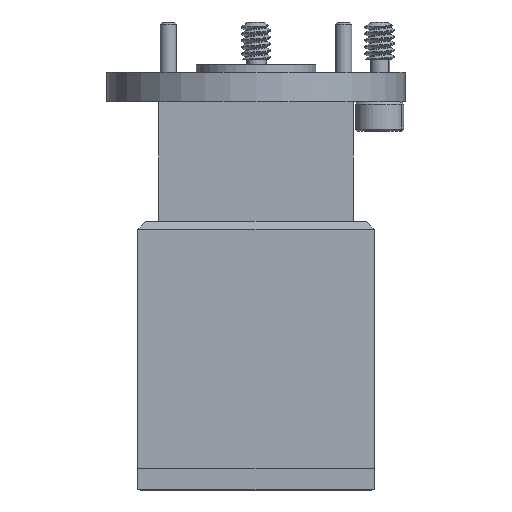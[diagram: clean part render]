
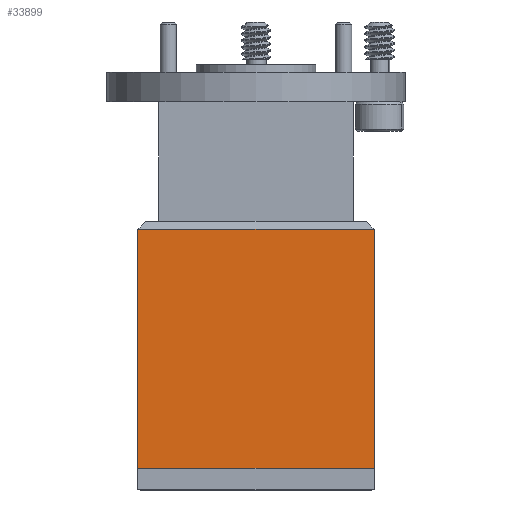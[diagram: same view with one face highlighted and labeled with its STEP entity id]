
A CAD part, front view. The second image highlights one B-rep face of the part: STEP entity #33899.
In plain terms, the highlighted planar face has unit normal (0, -1, 0).
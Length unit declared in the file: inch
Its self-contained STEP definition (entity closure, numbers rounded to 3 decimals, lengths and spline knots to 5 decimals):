
#799 = VECTOR ( 'NONE', #3409, 39.37008 ) ;
#2507 = DIRECTION ( 'NONE',  ( -1., 0., 0. ) ) ;
#3409 = DIRECTION ( 'NONE',  ( -1., 0., 0. ) ) ;
#3460 = CARTESIAN_POINT ( 'NONE',  ( -0.445, -0.375, 0.08 ) ) ;
#3847 = EDGE_CURVE ( 'NONE', #19258, #6443, #25511, .T. ) ;
#3968 = EDGE_CURVE ( 'NONE', #34556, #6443, #29211, .T. ) ;
#4307 = FACE_OUTER_BOUND ( 'NONE', #17758, .T. ) ;
#4361 = LINE ( 'NONE', #13481, #13474 ) ;
#5024 = CARTESIAN_POINT ( 'NONE',  ( -0.445, -0.375, 1.6 ) ) ;
#6443 = VERTEX_POINT ( 'NONE', #3460 ) ;
#9431 = ORIENTED_EDGE ( 'NONE', *, *, #14602, .T. ) ;
#9819 = CARTESIAN_POINT ( 'NONE',  ( 0.445, -0.375, 1.6 ) ) ;
#10367 = DIRECTION ( 'NONE',  ( 0., 0., -1. ) ) ;
#13303 = CARTESIAN_POINT ( 'NONE',  ( -0.445, -0.375, 0.98 ) ) ;
#13474 = VECTOR ( 'NONE', #2507, 39.37008 ) ;
#13481 = CARTESIAN_POINT ( 'NONE',  ( -0.445, -0.375, 0.98 ) ) ;
#14003 = CARTESIAN_POINT ( 'NONE',  ( -0.445, -0.375, 0.08 ) ) ;
#14602 = EDGE_CURVE ( 'NONE', #32405, #34556, #4361, .T. ) ;
#14833 = ORIENTED_EDGE ( 'NONE', *, *, #21544, .F. ) ;
#15109 = LINE ( 'NONE', #9819, #29538 ) ;
#17758 = EDGE_LOOP ( 'NONE', ( #32210, #14833, #9431, #35471 ) ) ;
#18185 = CARTESIAN_POINT ( 'NONE',  ( -0.445, -0.375, 1.6 ) ) ;
#19258 = VERTEX_POINT ( 'NONE', #27317 ) ;
#21544 = EDGE_CURVE ( 'NONE', #32405, #19258, #15109, .T. ) ;
#23732 = CARTESIAN_POINT ( 'NONE',  ( 0.445, -0.375, 0.98 ) ) ;
#23860 = DIRECTION ( 'NONE',  ( 0., 0., -1. ) ) ;
#25511 = LINE ( 'NONE', #14003, #799 ) ;
#26603 = DIRECTION ( 'NONE',  ( 0., 1., 0. ) ) ;
#27317 = CARTESIAN_POINT ( 'NONE',  ( 0.445, -0.375, 0.08 ) ) ;
#28963 = AXIS2_PLACEMENT_3D ( 'NONE', #5024, #26603, #35406 ) ;
#29211 = LINE ( 'NONE', #18185, #32361 ) ;
#29538 = VECTOR ( 'NONE', #10367, 39.37008 ) ;
#29725 = PLANE ( 'NONE',  #28963 ) ;
#32210 = ORIENTED_EDGE ( 'NONE', *, *, #3847, .F. ) ;
#32361 = VECTOR ( 'NONE', #23860, 39.37008 ) ;
#32405 = VERTEX_POINT ( 'NONE', #23732 ) ;
#33899 = ADVANCED_FACE ( 'NONE', ( #4307 ), #29725, .F. ) ;
#34556 = VERTEX_POINT ( 'NONE', #13303 ) ;
#35406 = DIRECTION ( 'NONE',  ( 0., 0., 1. ) ) ;
#35471 = ORIENTED_EDGE ( 'NONE', *, *, #3968, .T. ) ;
